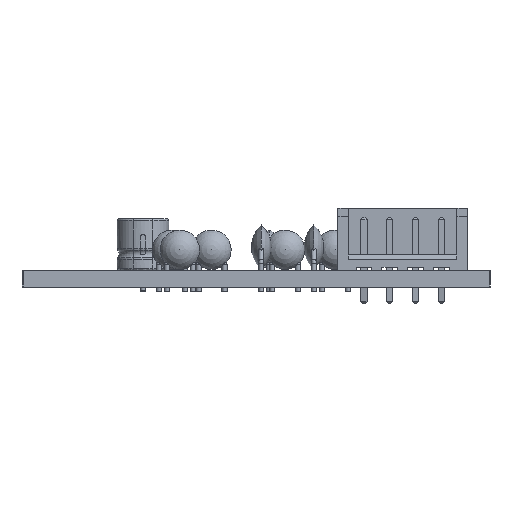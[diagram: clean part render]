
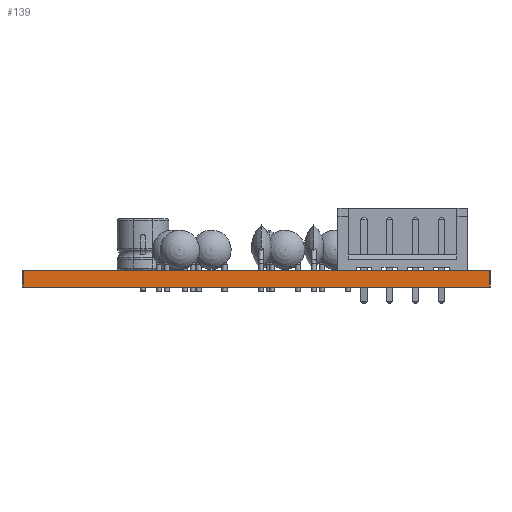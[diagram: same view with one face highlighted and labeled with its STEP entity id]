
A CAD part, left-side view. The second image highlights one B-rep face of the part: STEP entity #139.
In plain terms, the highlighted planar face has unit normal (-1, 0, 0).
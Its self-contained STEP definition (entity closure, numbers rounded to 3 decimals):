
#83 = VERTEX_POINT('',#84);
#84 = CARTESIAN_POINT('',(93.599,-77.343,-1.6));
#90 = EDGE_CURVE('',#91,#83,#93,.T.);
#91 = VERTEX_POINT('',#92);
#92 = CARTESIAN_POINT('',(93.599,-77.343,0.));
#93 = LINE('',#94,#95);
#94 = CARTESIAN_POINT('',(93.599,-77.343,0.));
#95 = VECTOR('',#96,1.);
#96 = DIRECTION('',(0.,0.,-1.));
#139 = ADVANCED_FACE('',(#140),#165,.T.);
#140 = FACE_BOUND('',#141,.T.);
#141 = EDGE_LOOP('',(#142,#143,#151,#159));
#142 = ORIENTED_EDGE('',*,*,#90,.T.);
#143 = ORIENTED_EDGE('',*,*,#144,.T.);
#144 = EDGE_CURVE('',#83,#145,#147,.T.);
#145 = VERTEX_POINT('',#146);
#146 = CARTESIAN_POINT('',(93.599,-122.428,-1.6));
#147 = LINE('',#148,#149);
#148 = CARTESIAN_POINT('',(93.599,-77.343,-1.6));
#149 = VECTOR('',#150,1.);
#150 = DIRECTION('',(0.,-1.,0.));
#151 = ORIENTED_EDGE('',*,*,#152,.F.);
#152 = EDGE_CURVE('',#153,#145,#155,.T.);
#153 = VERTEX_POINT('',#154);
#154 = CARTESIAN_POINT('',(93.599,-122.428,0.));
#155 = LINE('',#156,#157);
#156 = CARTESIAN_POINT('',(93.599,-122.428,0.));
#157 = VECTOR('',#158,1.);
#158 = DIRECTION('',(0.,0.,-1.));
#159 = ORIENTED_EDGE('',*,*,#160,.F.);
#160 = EDGE_CURVE('',#91,#153,#161,.T.);
#161 = LINE('',#162,#163);
#162 = CARTESIAN_POINT('',(93.599,-77.343,0.));
#163 = VECTOR('',#164,1.);
#164 = DIRECTION('',(0.,-1.,0.));
#165 = PLANE('',#166);
#166 = AXIS2_PLACEMENT_3D('',#167,#168,#169);
#167 = CARTESIAN_POINT('',(93.599,-77.343,0.));
#168 = DIRECTION('',(-1.,0.,0.));
#169 = DIRECTION('',(0.,-1.,0.));
